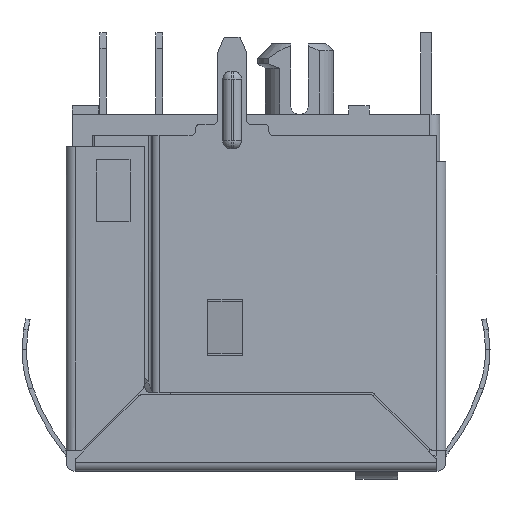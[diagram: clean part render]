
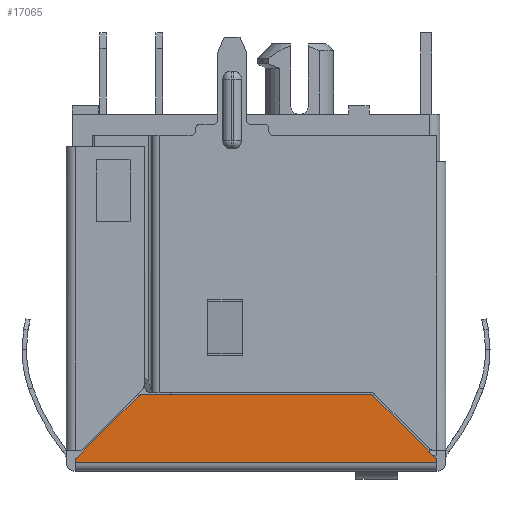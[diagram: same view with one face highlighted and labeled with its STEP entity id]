
A CAD part, left-side view. The second image highlights one B-rep face of the part: STEP entity #17065.
In plain terms, the highlighted planar face has unit normal (-1, 0, 0).
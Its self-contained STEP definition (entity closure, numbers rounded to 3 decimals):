
#406 = VERTEX_POINT ( 'NONE', #7993 ) ;
#419 = CARTESIAN_POINT ( 'NONE',  ( -7.92, 8.195, -9.292 ) ) ;
#3151 = DIRECTION ( 'NONE',  ( 1., 0., 0. ) ) ;
#3427 = LINE ( 'NONE', #50008, #40674 ) ;
#3551 = CARTESIAN_POINT ( 'NONE',  ( -7.92, 5.334, -6.347 ) ) ;
#5114 = ORIENTED_EDGE ( 'NONE', *, *, #17972, .F. ) ;
#5736 = LINE ( 'NONE', #11521, #8829 ) ;
#5775 = VERTEX_POINT ( 'NONE', #30754 ) ;
#6958 = ORIENTED_EDGE ( 'NONE', *, *, #10982, .T. ) ;
#7515 = CARTESIAN_POINT ( 'NONE',  ( -7.92, -8.195, -9.209 ) ) ;
#7863 = CARTESIAN_POINT ( 'NONE',  ( -7.92, 5.192, -6.289 ) ) ;
#7909 = VERTEX_POINT ( 'NONE', #7863 ) ;
#7993 = CARTESIAN_POINT ( 'NONE',  ( -7.92, -5.192, -6.289 ) ) ;
#8040 = ORIENTED_EDGE ( 'NONE', *, *, #11738, .F. ) ;
#8067 = LINE ( 'NONE', #23963, #22150 ) ;
#8577 = EDGE_LOOP ( 'NONE', ( #49627, #8040, #9515, #18836, #5114, #16706, #6958, #48771, #20225, #47820 ) ) ;
#8829 = VECTOR ( 'NONE', #30448, 1000. ) ;
#9298 = VERTEX_POINT ( 'NONE', #27456 ) ;
#9348 = CARTESIAN_POINT ( 'NONE',  ( -7.92, -8.195, -9.239 ) ) ;
#9515 = ORIENTED_EDGE ( 'NONE', *, *, #27328, .F. ) ;
#9618 = LINE ( 'NONE', #12560, #37682 ) ;
#10940 = VERTEX_POINT ( 'NONE', #17287 ) ;
#10982 = EDGE_CURVE ( 'NONE', #406, #7909, #47660, .T. ) ;
#11234 = PLANE ( 'NONE',  #29994 ) ;
#11461 = CARTESIAN_POINT ( 'NONE',  ( -7.92, 5.245, -6.289 ) ) ;
#11521 = CARTESIAN_POINT ( 'NONE',  ( -7.92, 8.195, -9.739 ) ) ;
#11738 = EDGE_CURVE ( 'NONE', #15468, #9298, #9618, .T. ) ;
#12540 = B_SPLINE_CURVE_WITH_KNOTS ( 'NONE', 3,
 ( #3551, #46955, #11461, #15406 ),
 .UNSPECIFIED., .F., .F.,
 ( 4, 4 ),
 ( 0., 1. ),
 .UNSPECIFIED. ) ;
#12560 = CARTESIAN_POINT ( 'NONE',  ( -7.92, 16.398, -9.339 ) ) ;
#13208 = CARTESIAN_POINT ( 'NONE',  ( -7.92, -5.334, -6.347 ) ) ;
#14564 = B_SPLINE_CURVE_WITH_KNOTS ( 'NONE', 3,
 ( #32525, #40363, #9348, #17034 ),
 .UNSPECIFIED., .F., .F.,
 ( 4, 4 ),
 ( 0., 1. ),
 .UNSPECIFIED. ) ;
#15345 = DIRECTION ( 'NONE',  ( 0., 0., -1. ) ) ;
#15406 = CARTESIAN_POINT ( 'NONE',  ( -7.92, 5.192, -6.289 ) ) ;
#15468 = VERTEX_POINT ( 'NONE', #17304 ) ;
#15488 = CARTESIAN_POINT ( 'NONE',  ( -7.92, 8.195, -9.239 ) ) ;
#16503 = DIRECTION ( 'NONE',  ( 0., 1., 0. ) ) ;
#16706 = ORIENTED_EDGE ( 'NONE', *, *, #28993, .F. ) ;
#16806 = CARTESIAN_POINT ( 'NONE',  ( -7.92, -5.297, -6.31 ) ) ;
#17034 = CARTESIAN_POINT ( 'NONE',  ( -7.92, -8.195, -9.292 ) ) ;
#17065 = ADVANCED_FACE ( 'NONE', ( #27430 ), #11234, .F. ) ;
#17287 = CARTESIAN_POINT ( 'NONE',  ( -7.92, -8.195, -9.292 ) ) ;
#17304 = CARTESIAN_POINT ( 'NONE',  ( -7.92, -8.195, -9.339 ) ) ;
#17972 = EDGE_CURVE ( 'NONE', #33370, #25621, #24765, .T. ) ;
#18836 = ORIENTED_EDGE ( 'NONE', *, *, #44342, .F. ) ;
#20225 = ORIENTED_EDGE ( 'NONE', *, *, #46865, .F. ) ;
#22150 = VECTOR ( 'NONE', #47331, 1000. ) ;
#23089 = DIRECTION ( 'NONE',  ( 0., -0.707, -0.707 ) ) ;
#23200 = CARTESIAN_POINT ( 'NONE',  ( -7.92, 0., -9.739 ) ) ;
#23887 = CARTESIAN_POINT ( 'NONE',  ( -7.92, -5.334, -6.347 ) ) ;
#23963 = CARTESIAN_POINT ( 'NONE',  ( -7.92, 8.195, -9.209 ) ) ;
#24765 = LINE ( 'NONE', #7515, #36317 ) ;
#25621 = VERTEX_POINT ( 'NONE', #26185 ) ;
#26155 = EDGE_CURVE ( 'NONE', #37871, #37591, #31693, .T. ) ;
#26185 = CARTESIAN_POINT ( 'NONE',  ( -7.92, -8.136, -9.15 ) ) ;
#26802 = DIRECTION ( 'NONE',  ( 0., 0., -1. ) ) ;
#27328 = EDGE_CURVE ( 'NONE', #10940, #15468, #3427, .T. ) ;
#27430 = FACE_OUTER_BOUND ( 'NONE', #8577, .T. ) ;
#27456 = CARTESIAN_POINT ( 'NONE',  ( -7.92, 8.195, -9.339 ) ) ;
#28822 = B_SPLINE_CURVE_WITH_KNOTS ( 'NONE', 3,
 ( #32475, #40481, #16806, #13208 ),
 .UNSPECIFIED., .F., .F.,
 ( 4, 4 ),
 ( 0., 1. ),
 .UNSPECIFIED. ) ;
#28993 = EDGE_CURVE ( 'NONE', #406, #33370, #28822, .T. ) ;
#29994 = AXIS2_PLACEMENT_3D ( 'NONE', #23200, #3151, #15345 ) ;
#30448 = DIRECTION ( 'NONE',  ( 0., 0., 1. ) ) ;
#30754 = CARTESIAN_POINT ( 'NONE',  ( -7.92, 5.334, -6.347 ) ) ;
#31693 = B_SPLINE_CURVE_WITH_KNOTS ( 'NONE', 3,
 ( #419, #15488, #39336, #35077 ),
 .UNSPECIFIED., .F., .F.,
 ( 4, 4 ),
 ( 0., 1. ),
 .UNSPECIFIED. ) ;
#32475 = CARTESIAN_POINT ( 'NONE',  ( -7.92, -5.192, -6.289 ) ) ;
#32525 = CARTESIAN_POINT ( 'NONE',  ( -7.92, -8.136, -9.15 ) ) ;
#33370 = VERTEX_POINT ( 'NONE', #23887 ) ;
#34653 = EDGE_CURVE ( 'NONE', #5775, #7909, #12540, .T. ) ;
#35077 = CARTESIAN_POINT ( 'NONE',  ( -7.92, 8.136, -9.15 ) ) ;
#35396 = VECTOR ( 'NONE', #46781, 1000. ) ;
#36317 = VECTOR ( 'NONE', #23089, 1000. ) ;
#37591 = VERTEX_POINT ( 'NONE', #49486 ) ;
#37682 = VECTOR ( 'NONE', #16503, 1000. ) ;
#37871 = VERTEX_POINT ( 'NONE', #44618 ) ;
#38097 = EDGE_CURVE ( 'NONE', #9298, #37871, #5736, .T. ) ;
#39336 = CARTESIAN_POINT ( 'NONE',  ( -7.92, 8.173, -9.187 ) ) ;
#40363 = CARTESIAN_POINT ( 'NONE',  ( -7.92, -8.173, -9.187 ) ) ;
#40481 = CARTESIAN_POINT ( 'NONE',  ( -7.92, -5.245, -6.289 ) ) ;
#40674 = VECTOR ( 'NONE', #26802, 1000. ) ;
#42811 = CARTESIAN_POINT ( 'NONE',  ( -7.92, 8.195, -6.289 ) ) ;
#44342 = EDGE_CURVE ( 'NONE', #25621, #10940, #14564, .T. ) ;
#44618 = CARTESIAN_POINT ( 'NONE',  ( -7.92, 8.195, -9.292 ) ) ;
#46781 = DIRECTION ( 'NONE',  ( 0., 1., 0. ) ) ;
#46865 = EDGE_CURVE ( 'NONE', #37591, #5775, #8067, .T. ) ;
#46955 = CARTESIAN_POINT ( 'NONE',  ( -7.92, 5.297, -6.31 ) ) ;
#47331 = DIRECTION ( 'NONE',  ( 0., -0.707, 0.707 ) ) ;
#47660 = LINE ( 'NONE', #42811, #35396 ) ;
#47820 = ORIENTED_EDGE ( 'NONE', *, *, #26155, .F. ) ;
#48771 = ORIENTED_EDGE ( 'NONE', *, *, #34653, .F. ) ;
#49486 = CARTESIAN_POINT ( 'NONE',  ( -7.92, 8.136, -9.15 ) ) ;
#49627 = ORIENTED_EDGE ( 'NONE', *, *, #38097, .F. ) ;
#50008 = CARTESIAN_POINT ( 'NONE',  ( -7.92, -8.195, -9.739 ) ) ;
